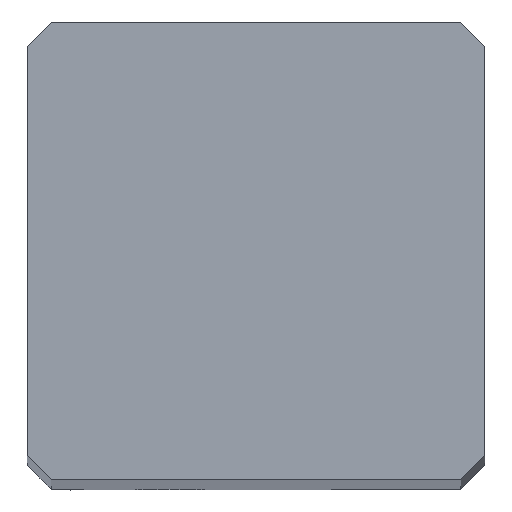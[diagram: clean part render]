
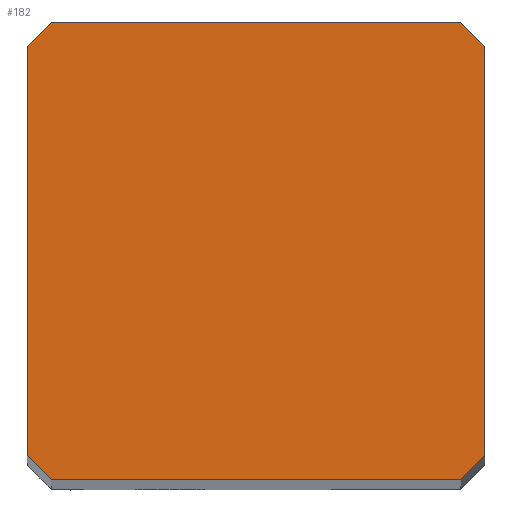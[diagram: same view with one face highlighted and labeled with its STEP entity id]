
A CAD part, top view. The second image highlights one B-rep face of the part: STEP entity #182.
In plain terms, the highlighted planar face has unit normal (0, 0, 1).
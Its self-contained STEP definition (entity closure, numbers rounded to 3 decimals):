
#116=FACE_OUTER_BOUND('',#285,.T.);
#182=ADVANCED_FACE('',(#116),#248,.T.);
#248=PLANE('',#1391);
#285=EDGE_LOOP('',(#590,#591,#592,#593,#594,#595,#596,#597));
#350=LINE('',#1915,#444);
#370=LINE('',#2015,#464);
#371=LINE('',#2017,#465);
#372=LINE('',#2018,#466);
#373=LINE('',#2020,#467);
#374=LINE('',#2022,#468);
#375=LINE('',#2024,#469);
#376=LINE('',#2026,#470);
#444=VECTOR('',#1530,1.);
#464=VECTOR('',#1594,1.);
#465=VECTOR('',#1597,1.);
#466=VECTOR('',#1598,1.);
#467=VECTOR('',#1599,1.);
#468=VECTOR('',#1600,1.);
#469=VECTOR('',#1601,1.);
#470=VECTOR('',#1602,1.);
#590=ORIENTED_EDGE('',*,*,#1079,.T.);
#591=ORIENTED_EDGE('',*,*,#1080,.T.);
#592=ORIENTED_EDGE('',*,*,#1041,.T.);
#593=ORIENTED_EDGE('',*,*,#1081,.T.);
#594=ORIENTED_EDGE('',*,*,#1082,.F.);
#595=ORIENTED_EDGE('',*,*,#1083,.T.);
#596=ORIENTED_EDGE('',*,*,#1084,.T.);
#597=ORIENTED_EDGE('',*,*,#1085,.T.);
#915=VERTEX_POINT('',#1914);
#916=VERTEX_POINT('',#1916);
#946=VERTEX_POINT('',#2011);
#947=VERTEX_POINT('',#2014);
#948=VERTEX_POINT('',#2019);
#949=VERTEX_POINT('',#2021);
#950=VERTEX_POINT('',#2023);
#951=VERTEX_POINT('',#2025);
#1041=EDGE_CURVE('',#916,#915,#350,.T.);
#1079=EDGE_CURVE('',#946,#947,#370,.T.);
#1080=EDGE_CURVE('',#947,#916,#371,.T.);
#1081=EDGE_CURVE('',#915,#948,#372,.T.);
#1082=EDGE_CURVE('',#949,#948,#373,.T.);
#1083=EDGE_CURVE('',#949,#950,#374,.T.);
#1084=EDGE_CURVE('',#950,#951,#375,.T.);
#1085=EDGE_CURVE('',#951,#946,#376,.T.);
#1391=AXIS2_PLACEMENT_3D('',#2027,#1603,#1604);
#1530=DIRECTION('',(1.,0.,0.));
#1594=DIRECTION('',(0.,-1.,0.));
#1597=DIRECTION('',(0.707,-0.707,0.));
#1598=DIRECTION('',(0.707,0.707,0.));
#1599=DIRECTION('',(0.,-1.,0.));
#1600=DIRECTION('',(-0.707,0.707,0.));
#1601=DIRECTION('',(-1.,0.,0.));
#1602=DIRECTION('',(-0.707,-0.707,0.));
#1603=DIRECTION('',(0.,0.,1.));
#1604=DIRECTION('',(1.,0.,0.));
#1914=CARTESIAN_POINT('',(-0.5,0.,0.));
#1915=CARTESIAN_POINT('',(-9.025,0.,0.));
#1916=CARTESIAN_POINT('',(-9.025,0.,0.));
#2011=CARTESIAN_POINT('',(-9.525,9.025,0.));
#2014=CARTESIAN_POINT('',(-9.525,0.5,0.));
#2015=CARTESIAN_POINT('',(-9.525,9.025,0.));
#2017=CARTESIAN_POINT('',(-9.525,0.5,0.));
#2018=CARTESIAN_POINT('',(-0.5,0.,0.));
#2019=CARTESIAN_POINT('',(0.,0.5,0.));
#2020=CARTESIAN_POINT('',(0.,9.025,0.));
#2021=CARTESIAN_POINT('',(0.,9.025,0.));
#2022=CARTESIAN_POINT('',(0.,9.025,0.));
#2023=CARTESIAN_POINT('',(-0.5,9.525,0.));
#2024=CARTESIAN_POINT('',(-0.5,9.525,0.));
#2025=CARTESIAN_POINT('',(-9.025,9.525,0.));
#2026=CARTESIAN_POINT('',(-9.025,9.525,0.));
#2027=CARTESIAN_POINT('',(-4.763,4.763,0.));
